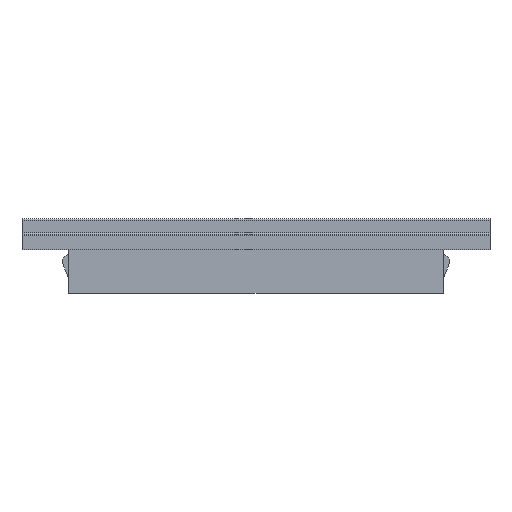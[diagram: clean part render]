
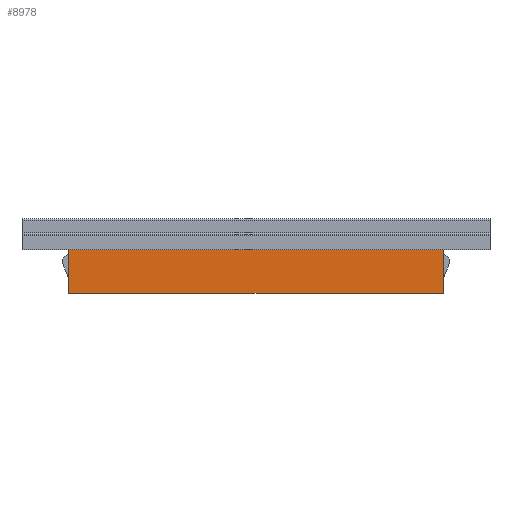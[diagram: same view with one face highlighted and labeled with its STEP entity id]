
A CAD part, front view. The second image highlights one B-rep face of the part: STEP entity #8978.
In plain terms, the highlighted planar face has unit normal (0, -1, 0).
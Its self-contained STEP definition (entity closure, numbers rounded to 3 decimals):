
#7714 = VERTEX_POINT ( 'NONE', #18202 ) ;
#7716 = EDGE_CURVE ( 'NONE', #7714, #7717, #18201, .T. ) ;
#7717 = VERTEX_POINT ( 'NONE', #18259 ) ;
#8543 = VERTEX_POINT ( 'NONE', #19689 ) ;
#8545 = EDGE_CURVE ( 'NONE', #8546, #8543, #19688, .T. ) ;
#8546 = VERTEX_POINT ( 'NONE', #19684 ) ;
#8890 = EDGE_CURVE ( 'NONE', #7714, #8546, #20252, .T. ) ;
#8897 = EDGE_CURVE ( 'NONE', #7717, #8543, #20244, .T. ) ;
#8978 = ADVANCED_FACE ( 'NONE', ( #20427 ), #20426, .F. ) ;
#8979 = ORIENTED_EDGE ( 'NONE', *, *, #8545, .T. ) ;
#8980 = ORIENTED_EDGE ( 'NONE', *, *, #8897, .F. ) ;
#8981 = ORIENTED_EDGE ( 'NONE', *, *, #7716, .F. ) ;
#8982 = ORIENTED_EDGE ( 'NONE', *, *, #8890, .T. ) ;
#9001 = EDGE_LOOP ( 'NONE', ( #8979, #8980, #8981, #8982 ) ) ;
#18201 = LINE ( 'NONE', #18262, #18261 ) ;
#18202 = CARTESIAN_POINT ( 'NONE',  ( 60., -60., -16.5 ) ) ;
#18259 = CARTESIAN_POINT ( 'NONE',  ( -60., -60., -16.5 ) ) ;
#18260 = DIRECTION ( 'NONE',  ( -1., 0., 0. ) ) ;
#18261 = VECTOR ( 'NONE', #18260, 1000. ) ;
#18262 = CARTESIAN_POINT ( 'NONE',  ( 60., -60., -16.5 ) ) ;
#19684 = CARTESIAN_POINT ( 'NONE',  ( 60., -60., -2.5 ) ) ;
#19685 = DIRECTION ( 'NONE',  ( -1., 0., 0. ) ) ;
#19686 = VECTOR ( 'NONE', #19685, 1000. ) ;
#19687 = CARTESIAN_POINT ( 'NONE',  ( 60., -60., -2.5 ) ) ;
#19688 = LINE ( 'NONE', #19687, #19686 ) ;
#19689 = CARTESIAN_POINT ( 'NONE',  ( -60., -60., -2.5 ) ) ;
#20243 = CARTESIAN_POINT ( 'NONE',  ( -60., -60., -13.5 ) ) ;
#20244 = LINE ( 'NONE', #20243, #20306 ) ;
#20249 = DIRECTION ( 'NONE',  ( 0., 0., 1. ) ) ;
#20250 = VECTOR ( 'NONE', #20249, 1000. ) ;
#20251 = CARTESIAN_POINT ( 'NONE',  ( 60., -60., -13.5 ) ) ;
#20252 = LINE ( 'NONE', #20251, #20250 ) ;
#20305 = DIRECTION ( 'NONE',  ( 0., 0., 1. ) ) ;
#20306 = VECTOR ( 'NONE', #20305, 1000. ) ;
#20422 = DIRECTION ( 'NONE',  ( 0., 0., 1. ) ) ;
#20423 = DIRECTION ( 'NONE',  ( 0., 1., 0. ) ) ;
#20424 = CARTESIAN_POINT ( 'NONE',  ( 60., -60., -13.5 ) ) ;
#20425 = AXIS2_PLACEMENT_3D ( 'NONE', #20424, #20423, #20422 ) ;
#20426 = PLANE ( 'NONE',  #20425 ) ;
#20427 = FACE_OUTER_BOUND ( 'NONE', #9001, .T. ) ;
